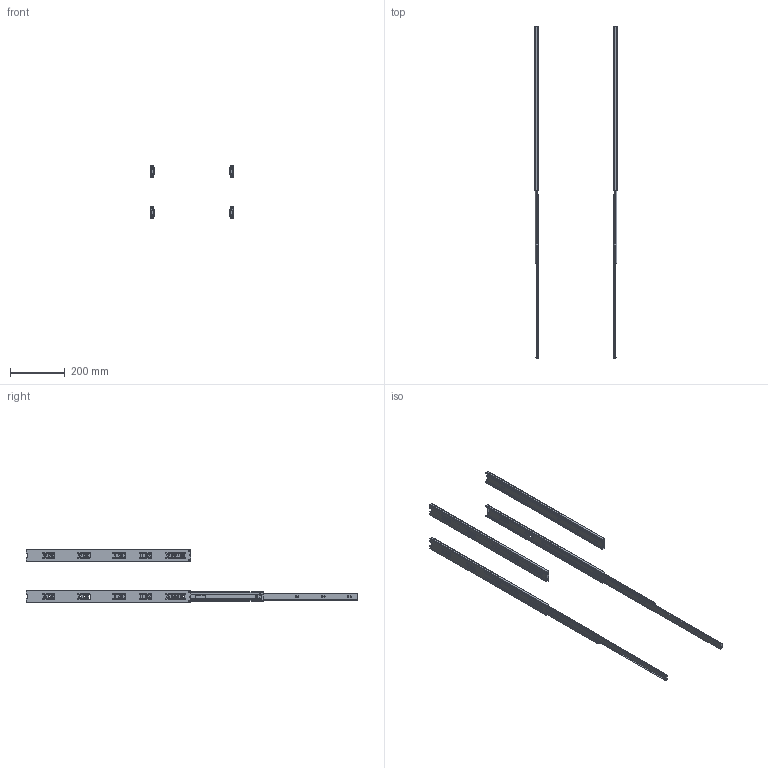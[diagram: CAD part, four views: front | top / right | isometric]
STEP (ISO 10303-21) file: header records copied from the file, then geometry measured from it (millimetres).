
FILE_DESCRIPTION( ( 'Unknown' ), '1' );
FILE_NAME( '31048(600).stp', 'Unknown', ( 'Unknown' ), ( 'Unknown' ), 'PSStep 14.0', 'Unknown', ' ' );
FILE_SCHEMA( ( 'AUTOMOTIVE_DESIGN { 1 0 10303 214 1 1 1 1 }' ) );
Length unit declared in the file: millimetre
Products named in the file (6): Assem1; 31048外框(); 31048內框(); 31048外框()_mir1; 31048內框()_mir1; 31048中框()
Assembly tree (12 placements, depth 2):
  Assem1
    31048外框()  x2
    31048內框()  x2
    31048外框()_mir1  x2
    31048內框()_mir1  x2
    31048中框()  x4
Bounding box: 300 x 1209.6 x 195.54 mm (x, y, z)
Volume: 462754 mm3; surface area: 751832.4 mm2
Topology: 12 solids, 12 shells, 1300 faces, 3944 edges, 2644 vertices
Faces by surface type: plane 716, cylinder 584
Full cylindrical faces by diameter (mm): 3.6 x4, 4.3 x20, 4.6 x8, 5.1 x4, 6.3 x48
Entity records: 22488 total; most frequent: CARTESIAN_POINT 3154, DIRECTION 3124, ORIENTED_EDGE 3072, EDGE_CURVE 1536, AXIS2_PLACEMENT_3D 1048, VERTEX_POINT 1046, LINE 1028, VECTOR 1028
